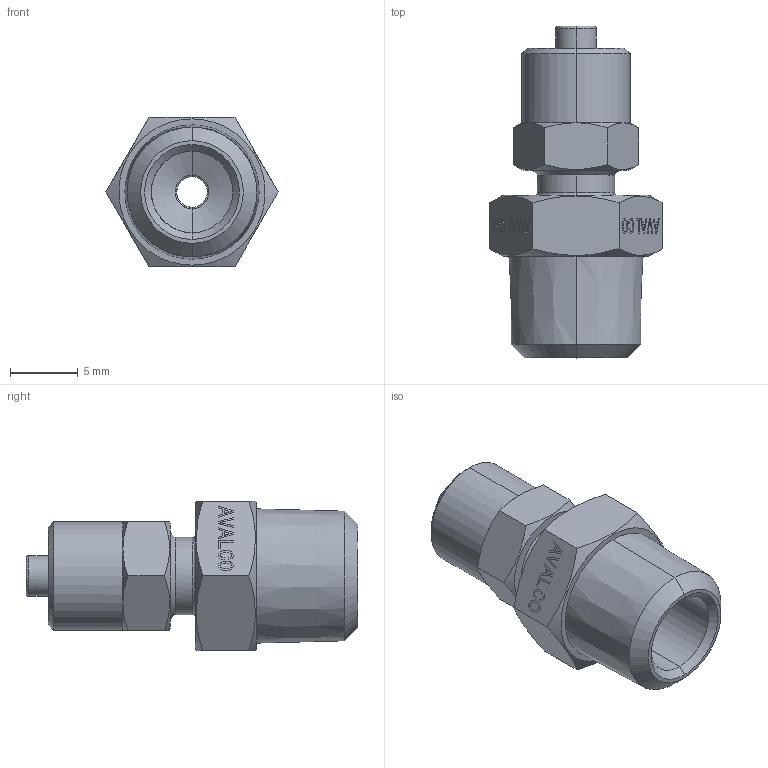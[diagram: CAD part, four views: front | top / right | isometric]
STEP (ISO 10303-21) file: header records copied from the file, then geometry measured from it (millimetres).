
FILE_DESCRIPTION(( 'MC.12A05.M5A.stp' ), '1');
FILE_NAME( 'MC.12A05.M5A.stp', '2018-10-01T15:54:43',( 'Sopra'),('sopra-pneumatic.com'), 'SwSTEP 2.0','SolidWorks 2009','' );
FILE_SCHEMA(('CONFIG_CONTROL_DESIGN'));
Length unit declared in the file: millimetre
Products named in the file (1): BN511-05M5H
Bounding box: 12.7 x 24.5 x 11 mm (x, y, z)
Volume: 1147.2 mm3; surface area: 1223.7 mm2
Topology: 1 solids, 1 shells, 403 faces, 1079 edges, 710 vertices
Faces by surface type: plane 355, cone 30, cylinder 14, torus 4
Entity records: 12459 total; most frequent: CARTESIAN_POINT 2727, ORIENTED_EDGE 2158, DIRECTION 1690, EDGE_CURVE 1079, VECTOR 977, LINE 977, VERTEX_POINT 710, EDGE_LOOP 437
